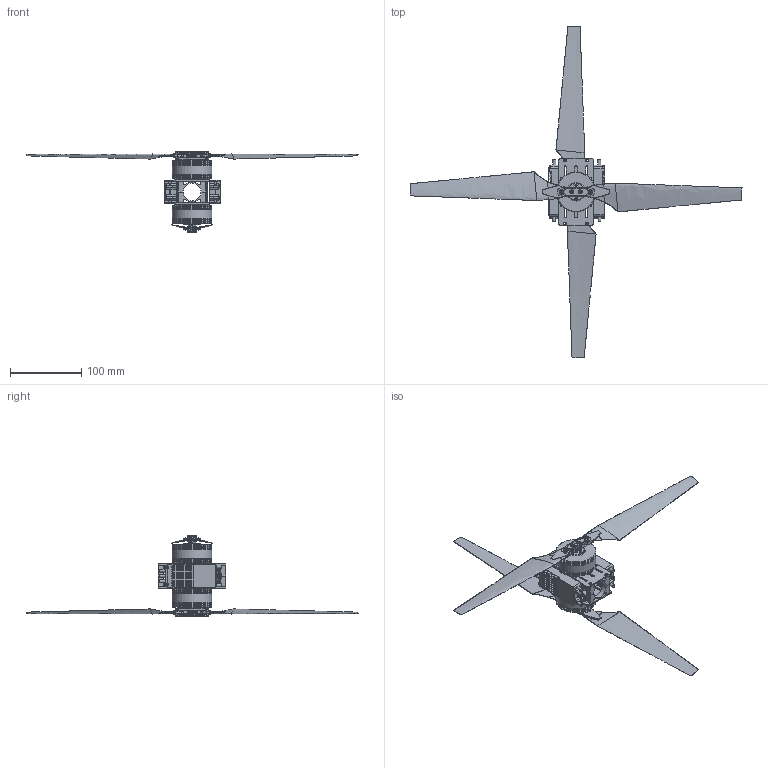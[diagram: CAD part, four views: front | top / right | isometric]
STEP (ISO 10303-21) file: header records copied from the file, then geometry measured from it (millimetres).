
FILE_DESCRIPTION(/* description */ (''),/* implementation_level */ '2;1');
FILE_NAME(/* name */ 'Motor mount v12.step',/* time_stamp */ '2023-12-07T15:47:52+01:00',/* author */ (''),/* organization */ (''),/* preprocessor_version */ 'ST-DEVELOPER v20',/* originating_system */ 'Autodesk Translation Framework v12.14.0.127',/* authorisation */ '');
FILE_SCHEMA (('AUTOMOTIVE_DESIGN { 1 0 10303 214 3 1 1 }'));
Length unit declared in the file: millimetre
Products named in the file (21): Motor mount; 25mm bracket; Component1; Component2; T motor MN501-S; T motor MN501-S_1; mn501s_top_001; mn501s_mid_001; mn501s_bot_001; ESC ALPHA 60A HV Tmotor V2; ESC ALPHA 60A HV Tmotor V2_1; ESC ALPHA 60A HV Tmotor; Vis M2x8; 18x6-2F-CO-CCW v4; T-Motor Folding Hub v2; 18x6-2F-CO-CCW v4_1; T-Motor Folding Hub v2_1; PropMount Top; PropMount Bottom; 18x6-2F-CO CCW Blade v2; 91290A113
Assembly tree (44 placements, depth 4):
  Motor mount
    25mm bracket  x4
    Component1  x2
    Component2  x2
    T motor MN501-S
      mn501s_top_001
      mn501s_mid_001
      mn501s_bot_001
    T motor MN501-S_1
      mn501s_top_001
      mn501s_mid_001
      mn501s_bot_001
    ESC ALPHA 60A HV Tmotor V2
      ESC ALPHA 60A HV Tmotor
      Vis M2x8  x4
    ESC ALPHA 60A HV Tmotor V2_1
      ESC ALPHA 60A HV Tmotor
      Vis M2x8  x4
    18x6-2F-CO-CCW v4
      T-Motor Folding Hub v2
        PropMount Top
        PropMount Bottom
      18x6-2F-CO CCW Blade v2  x2
      91290A113  x2
    18x6-2F-CO-CCW v4_1
      T-Motor Folding Hub v2_1
        PropMount Top
        PropMount Bottom
      18x6-2F-CO CCW Blade v2  x2
      91290A113  x2
Bounding box: 465.97 x 465.97 x 114.13 mm (x, y, z)
Volume: 239892.1 mm3; surface area: 167998.9 mm2
Topology: 36 solids, 38 shells, 2892 faces, 7770 edges, 5078 vertices
Faces by surface type: plane 1642, cylinder 722, bspline 412, cone 104, torus 12
Full cylindrical faces by diameter (mm): 1 x4, 2 x16, 2.35 x56, 3 x100, 3.2 x8, 3.8 x8, 4 x16, 5.5 x8, 5.65 x4, 7.5 x2, 24 x2, 50.677 x4, 52.7 x4, 55.6 x14
Entity records: 47097 total; most frequent: CARTESIAN_POINT 14685, ORIENTED_EDGE 6944, DIRECTION 5950, EDGE_CURVE 3472, LINE 2344, VECTOR 2344, VERTEX_POINT 2273, AXIS2_PLACEMENT_3D 1803
